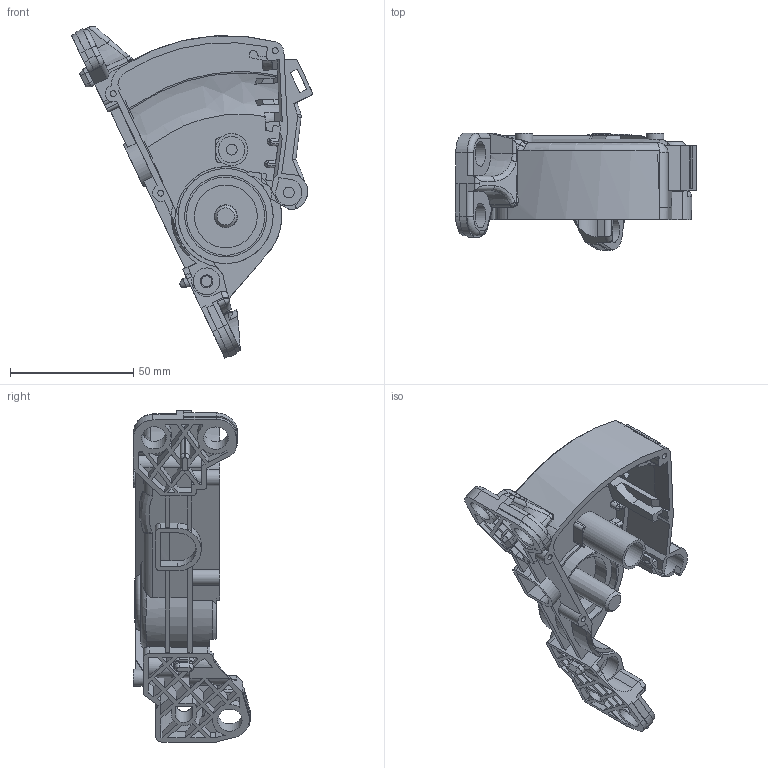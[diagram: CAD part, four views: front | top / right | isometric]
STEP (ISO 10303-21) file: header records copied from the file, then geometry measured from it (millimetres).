
FILE_DESCRIPTION(/* description */ (''),/* implementation_level */ '2;1');
FILE_NAME(/* name */ '19_.stp',/* time_stamp */ '2016-06-02T11:45:14+02:00',/* author */ (''),/* organization */ (''),/* preprocessor_version */ 'ST-DEVELOPER v16.5',/* originating_system */ 'Autodesk Translation Framework v5.0.0.3310',/* authorisation */ '');
FILE_SCHEMA (('AUTOMOTIVE_DESIGN { 1 0 10303 214 3 1 1 }'));
Length unit declared in the file: centimetre
Products named in the file (1): 19_
Bounding box: 97.61 x 47.48 x 134.46 mm (x, y, z)
Volume: 58711.5 mm3; surface area: 49877.1 mm2
Topology: 1 solids, 1 shells, 949 faces, 2578 edges, 1687 vertices
Faces by surface type: plane 576, cylinder 235, bspline 99, torus 21, cone 16, sphere 2
Full cylindrical faces by diameter (mm): 2.4 x3, 3.2 x2, 3.231 x1, 4.4 x3, 5.2 x1, 5.5 x1, 7 x3, 9.8 x1, 10 x3, 10.7 x1, 10.826 x1, 13 x1, 15 x1, 18 x1, 25.4 x1, 31.671 x1, 33.1 x1
Entity records: 35932 total; most frequent: CARTESIAN_POINT 12484, ORIENTED_EDGE 5072, DIRECTION 4535, EDGE_CURVE 2536, VERTEX_POINT 1678, LINE 1631, VECTOR 1631, AXIS2_PLACEMENT_3D 1452
